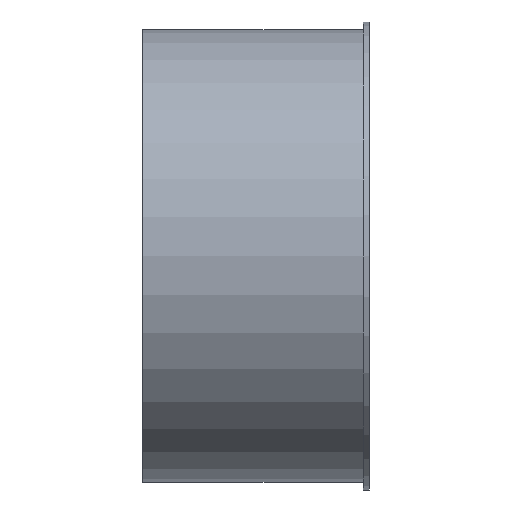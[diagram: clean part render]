
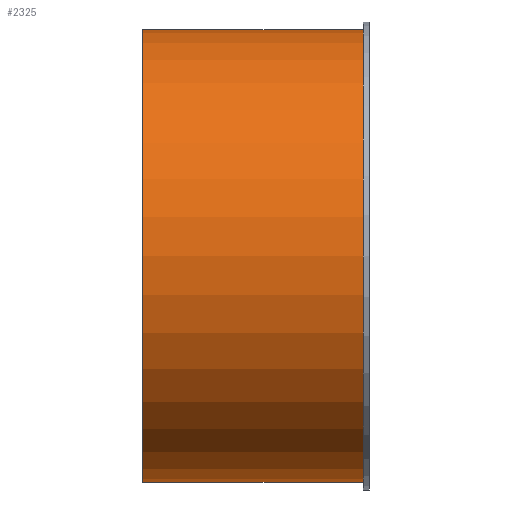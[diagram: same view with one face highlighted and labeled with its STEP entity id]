
A CAD part, left-side view. The second image highlights one B-rep face of the part: STEP entity #2325.
In plain terms, the highlighted cylindrical face has radius 30 mm (diameter 60 mm), a full revolution.
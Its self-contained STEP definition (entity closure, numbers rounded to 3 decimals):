
#476 = EDGE_CURVE('',#477,#477,#479,.T.);
#477 = VERTEX_POINT('',#478);
#478 = CARTESIAN_POINT('',(30.,-59.2,0.));
#479 = CIRCLE('',#480,30.);
#480 = AXIS2_PLACEMENT_3D('',#481,#482,#483);
#481 = CARTESIAN_POINT('',(0.,-59.2,0.));
#482 = DIRECTION('',(0.,-1.,0.));
#483 = DIRECTION('',(1.,0.,0.));
#2325 = ADVANCED_FACE('',(#2326),#2345,.T.);
#2326 = FACE_BOUND('',#2327,.F.);
#2327 = EDGE_LOOP('',(#2328,#2337,#2343,#2344));
#2328 = ORIENTED_EDGE('',*,*,#2329,.F.);
#2329 = EDGE_CURVE('',#2330,#2330,#2332,.T.);
#2330 = VERTEX_POINT('',#2331);
#2331 = CARTESIAN_POINT('',(30.,-30.,0.));
#2332 = CIRCLE('',#2333,30.);
#2333 = AXIS2_PLACEMENT_3D('',#2334,#2335,#2336);
#2334 = CARTESIAN_POINT('',(0.,-30.,0.));
#2335 = DIRECTION('',(0.,-1.,0.));
#2336 = DIRECTION('',(1.,0.,0.));
#2337 = ORIENTED_EDGE('',*,*,#2338,.T.);
#2338 = EDGE_CURVE('',#2330,#477,#2339,.T.);
#2339 = LINE('',#2340,#2341);
#2340 = CARTESIAN_POINT('',(30.,-30.,0.));
#2341 = VECTOR('',#2342,1.);
#2342 = DIRECTION('',(0.,-1.,0.));
#2343 = ORIENTED_EDGE('',*,*,#476,.T.);
#2344 = ORIENTED_EDGE('',*,*,#2338,.F.);
#2345 = CYLINDRICAL_SURFACE('',#2346,30.);
#2346 = AXIS2_PLACEMENT_3D('',#2347,#2348,#2349);
#2347 = CARTESIAN_POINT('',(0.,-30.,0.));
#2348 = DIRECTION('',(0.,1.,0.));
#2349 = DIRECTION('',(1.,0.,0.));
